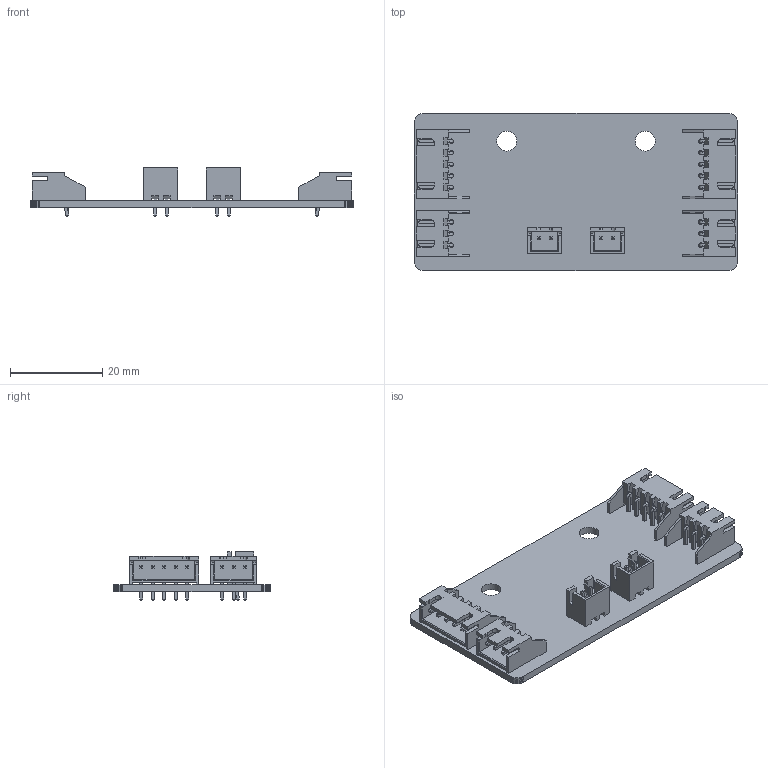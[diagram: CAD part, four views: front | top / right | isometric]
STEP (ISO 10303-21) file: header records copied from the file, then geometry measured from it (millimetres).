
FILE_DESCRIPTION(('KiCad electronic assembly'),'2;1');
FILE_NAME('connector-breakout.step','2023-05-27T22:27:48',('Pcbnew'),( 'Kicad'),'Open CASCADE STEP processor 7.6','KiCad to STEP converter' ,'Unknown');
FILE_SCHEMA(('AUTOMOTIVE_DESIGN { 1 0 10303 214 1 1 1 1 }'));
Length unit declared in the file: millimetre
Products named in the file (8): connector-breakout 1; JST_XH_B2B-XH-A_1x02_P2.50mm_Vertical; SOLID; JST_XH_S5B-XH-A-1_1x05_P2.50mm_Horizontal; JST_XH_S3B-XH-A-1_1x03_P2.50mm_Horizontal; _autosave-connector-breakout PCB
Assembly tree (10 placements, depth 3):
  connector-breakout 1
    JST_XH_B2B-XH-A_1x02_P2.50mm_Vertical  x2
      SOLID
    JST_XH_S5B-XH-A-1_1x05_P2.50mm_Horizontal  x2
      SOLID
    JST_XH_S3B-XH-A-1_1x03_P2.50mm_Horizontal  x2
      SOLID
    _autosave-connector-breakout PCB
Bounding box: 70 x 34 x 10.4 mm (x, y, z)
Volume: 5099.5 mm3; surface area: 8998.3 mm2
Topology: 7 solids, 7 shells, 910 faces, 2444 edges, 1588 vertices
Faces by surface type: plane 832, cylinder 78
Full cylindrical faces by diameter (mm): 0.95 x16, 1 x4, 4.3 x2
Entity records: 35717 total; most frequent: CARTESIAN_POINT 5671, DIRECTION 5031, LINE 3781, VECTOR 3781, ORIENTED_EDGE 2654, PCURVE 2654, DEFINITIONAL_REPRESENTATION 2654, EDGE_CURVE 1327
